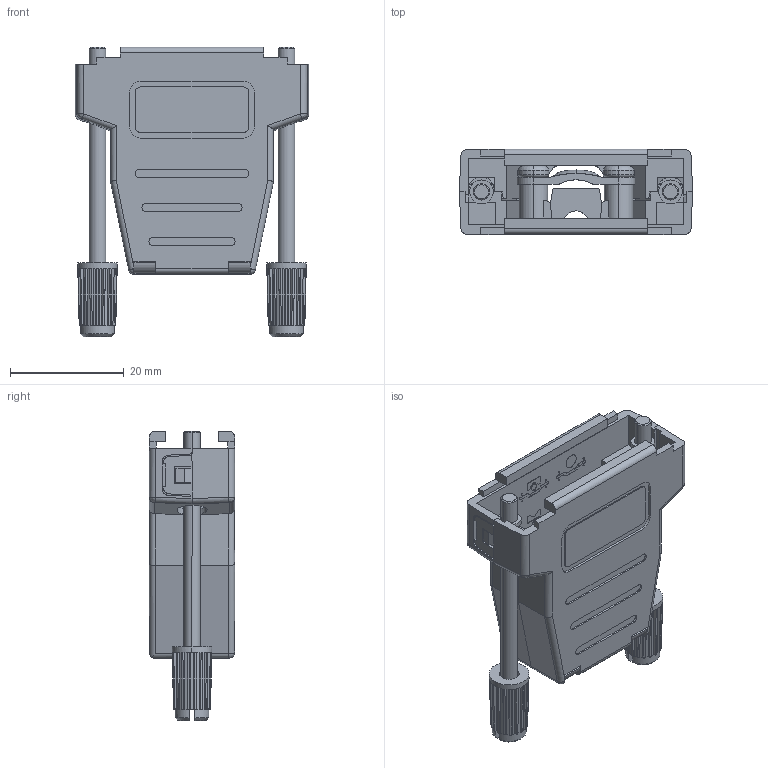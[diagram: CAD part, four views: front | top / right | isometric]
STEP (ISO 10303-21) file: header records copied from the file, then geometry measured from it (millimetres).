
FILE_DESCRIPTION (( 'STEP AP214' ), '1' );
FILE_NAME ('6688-9505-PT.STEP', '2022-05-23T09:57:36', ( '' ), ( '' ), 'SwSTEP 2.0', 'SolidWorks 2021', '' );
FILE_SCHEMA (( 'AUTOMOTIVE_DESIGN' ));
Length unit declared in the file: millimetre
Products named in the file (7): 6811-0162-13 Part 2; 6830-0106-01; 6811-0162-13 Part 1; 6688-9505-PT; 6838-0109-01; 6718-0101-01; 6855-0109-01
Assembly tree (8 placements, depth 2):
  6688-9505-PT
    6811-0162-13 Part 1
    6718-0101-01  x2
    6811-0162-13 Part 2
    6830-0106-01
    6838-0109-01
    6855-0109-01  x2
Bounding box: 41.1 x 15 x 51 mm (x, y, z)
Volume: 8230.7 mm3; surface area: 11781 mm2
Topology: 10 solids, 10 shells, 1058 faces, 2795 edges, 1795 vertices
Faces by surface type: plane 726, cylinder 233, cone 60, bspline 27, torus 9, sphere 3
Entity records: 28748 total; most frequent: CARTESIAN_POINT 6097, ORIENTED_EDGE 4790, DIRECTION 4510, EDGE_CURVE 2395, LINE 1698, VECTOR 1698, VERTEX_POINT 1549, AXIS2_PLACEMENT_3D 1406
